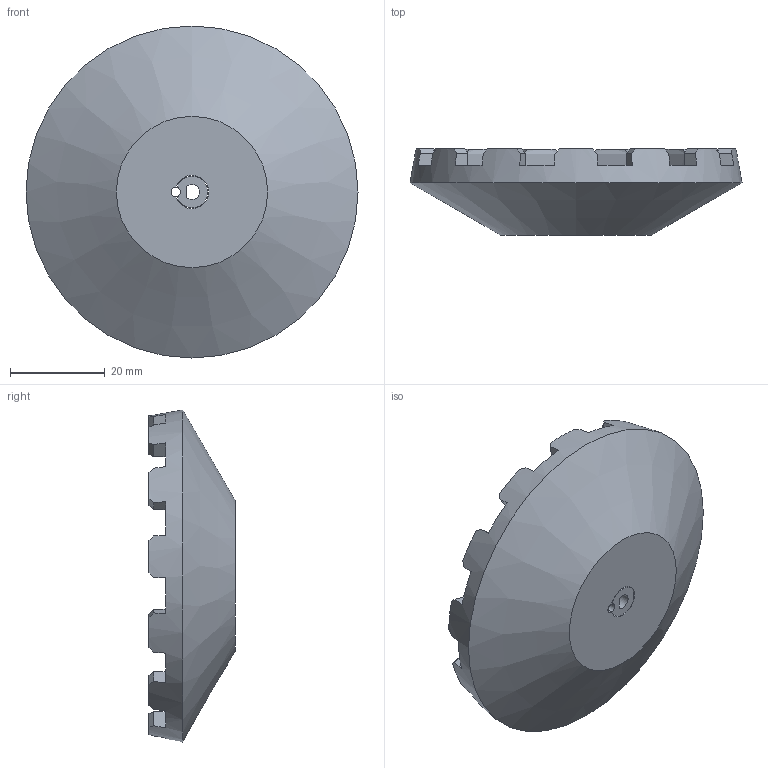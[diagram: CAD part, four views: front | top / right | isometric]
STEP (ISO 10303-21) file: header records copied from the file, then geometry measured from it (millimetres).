
FILE_DESCRIPTION(('STEP AP203'), '1');
FILE_NAME('罻錌勷', '', ('UNSPECIFIED'), ('UNSPECIFIED'), 'C3D Converter', 'C3D Toolkit', '');
FILE_SCHEMA(('CONFIG_CONTROL_DESIGN'));
Length unit declared in the file: millimetre
Products named in the file (1): калюсо-01
Bounding box: 70 x 18.17 x 70 mm (x, y, z)
Volume: 16998.9 mm3; surface area: 11090.3 mm2
Topology: 2 solids, 2 shells, 93 faces, 278 edges, 205 vertices
Faces by surface type: plane 71, cylinder 19, cone 3
Full cylindrical faces by diameter (mm): 13 x1
Entity records: 3256 total; most frequent: CARTESIAN_POINT 765, ORIENTED_EDGE 518, DIRECTION 466, EDGE_CURVE 259, VERTEX_POINT 175, AXIS2_PLACEMENT_3D 164, LINE 138, VECTOR 138
